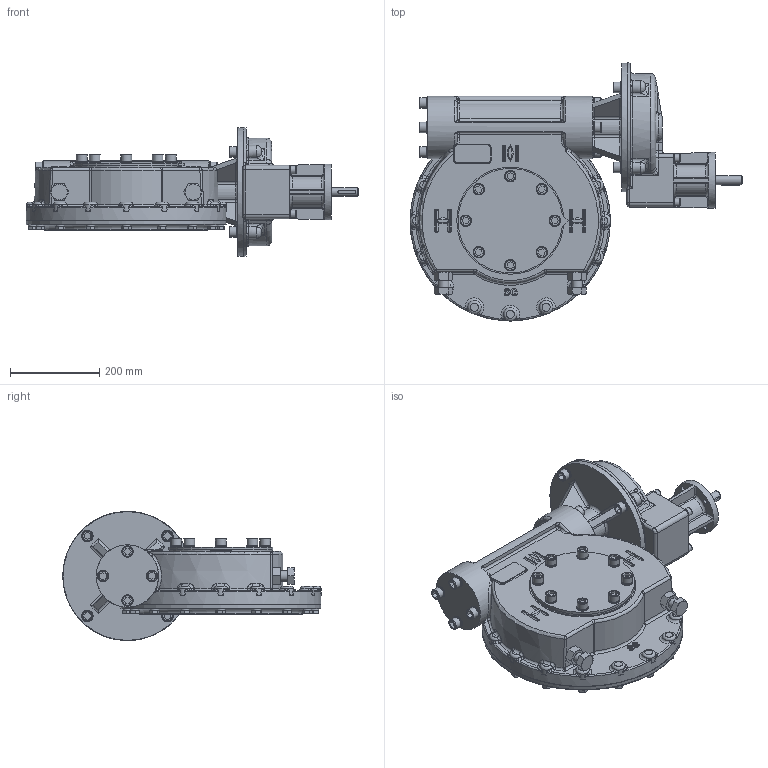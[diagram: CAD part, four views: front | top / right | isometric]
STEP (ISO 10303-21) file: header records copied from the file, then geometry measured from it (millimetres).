
FILE_DESCRIPTION(/* description */ ('Unknown'),/* implementation_level */ '2;1');
FILE_NAME(/* name */ 'PUB-IW76-IR2S_SOLID_0-1',/* time_stamp */ '2019-11-12T15:31:17+00:00',/* author */ ('Unknown'),/* organization */ ('Unknown'),/* preprocessor_version */ 'ST-DEVELOPER v16.7',/* originating_system */ 'DEX',/* authorisation */ $);
FILE_SCHEMA (('AUTOMOTIVE_DESIGN {1 0 10303 214 3 1 1}'));
Products named in the file (1): PUB-IW76-IR2S_SOLID_0-1
Bounding box: 745.27 x 579.42 x 289.97 mm (x, y, z)
Volume: 26059768 mm3; surface area: 1079325.8 mm2
Topology: 1 solids, 1 shells, 3897 faces, 10364 edges, 6554 vertices
Faces by surface type: plane 2978, cylinder 307, bspline 225, torus 186, cone 173, sphere 28
Full cylindrical faces by diameter (mm): 10.5 x4, 13.835 x16, 16 x4, 16.5 x4, 17 x4, 18 x4, 19 x20, 20 x1, 24 x22, 25.4 x40, 50 x1, 50.2 x1, 54.7 x1, 55.11 x1, 70.05 x1, 125 x1, 140 x1, 170 x1, 230 x1, 230.07 x1, 240.25 x1, 289 x1
Entity records: 127752 total; most frequent: CARTESIAN_POINT 37825, ORIENTED_EDGE 20030, DIRECTION 16619, EDGE_CURVE 10015, LINE 6735, VECTOR 6735, VERTEX_POINT 6473, AXIS2_PLACEMENT_3D 4942
